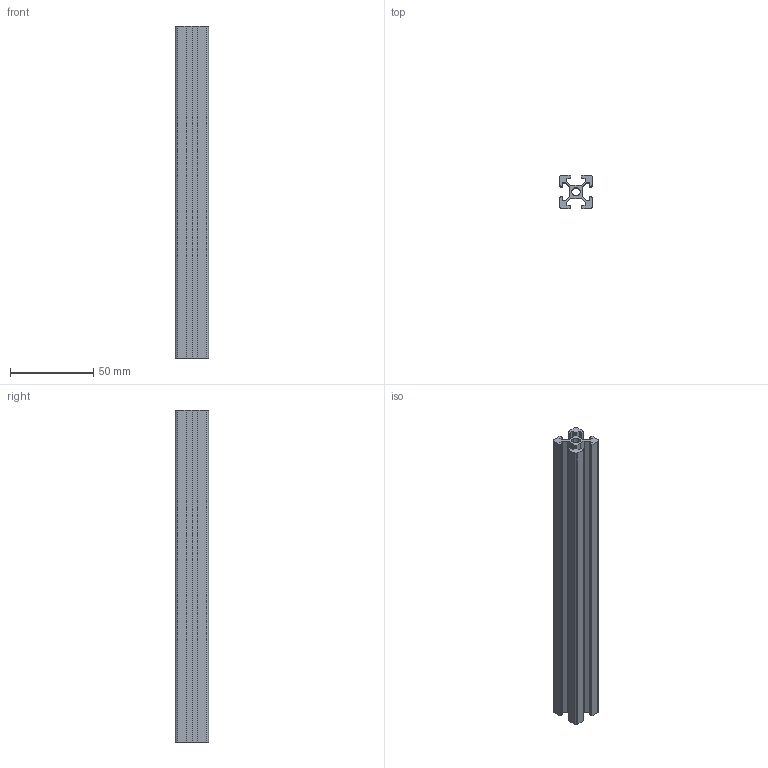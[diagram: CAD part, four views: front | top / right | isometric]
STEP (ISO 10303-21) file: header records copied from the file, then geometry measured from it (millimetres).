
FILE_DESCRIPTION(('FreeCAD Model'),'2;1');
FILE_NAME('Open CASCADE Shape Model','2021-07-30T13:03:47',('Author'),( ''),'Open CASCADE STEP processor 7.5','FreeCAD','Unknown');
FILE_SCHEMA(('AUTOMOTIVE_DESIGN { 1 0 10303 214 1 1 1 1 }'));
Length unit declared in the file: millimetre
Products named in the file (1): Pad
Bounding box: 20 x 20 x 200 mm (x, y, z)
Volume: 33315 mm3; surface area: 34104.8 mm2
Topology: 1 solids, 1 shells, 78 faces, 228 edges, 152 vertices
Faces by surface type: plane 66, cylinder 12
Entity records: 5618 total; most frequent: CARTESIAN_POINT 1059, DIRECTION 842, LINE 636, VECTOR 636, ORIENTED_EDGE 456, PCURVE 456, DEFINITIONAL_REPRESENTATION 456, EDGE_CURVE 228
